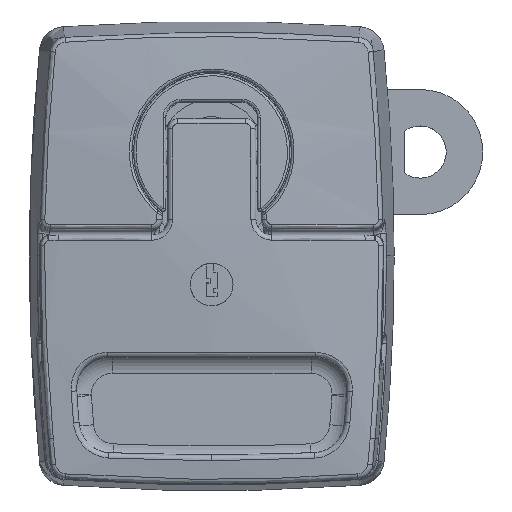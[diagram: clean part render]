
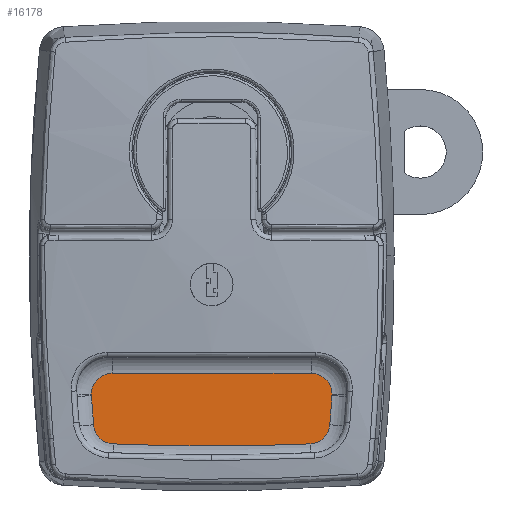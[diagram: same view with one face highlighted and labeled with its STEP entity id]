
A CAD part, top view. The second image highlights one B-rep face of the part: STEP entity #16178.
In plain terms, the highlighted planar face has unit normal (0, 0, 1).
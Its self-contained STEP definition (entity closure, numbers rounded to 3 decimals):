
#870 = ORIENTED_EDGE ( 'NONE', *, *, #3979, .T. ) ;
#1229 = DIRECTION ( 'NONE',  ( 0., 0., 1. ) ) ;
#1409 = EDGE_CURVE ( 'NONE', #15827, #20857, #18004, .T. ) ;
#1427 = CARTESIAN_POINT ( 'NONE',  ( -19.087, -46.5, 2. ) ) ;
#1439 = AXIS2_PLACEMENT_3D ( 'NONE', #1987, #16519, #13980 ) ;
#1987 = CARTESIAN_POINT ( 'NONE',  ( -19.087, -46.5, 2. ) ) ;
#2302 = DIRECTION ( 'NONE',  ( 0., 0., 1. ) ) ;
#2346 = ORIENTED_EDGE ( 'NONE', *, *, #12352, .T. ) ;
#3154 = DIRECTION ( 'NONE',  ( 1., 0., 0. ) ) ;
#3733 = CARTESIAN_POINT ( 'NONE',  ( 365., -20., 2. ) ) ;
#3806 = CARTESIAN_POINT ( 'NONE',  ( 22.65, -52.383, 2. ) ) ;
#3926 = CIRCLE ( 'NONE', #15851, 389. ) ;
#3979 = EDGE_CURVE ( 'NONE', #15684, #17319, #23975, .T. ) ;
#4036 = ORIENTED_EDGE ( 'NONE', *, *, #10638, .T. ) ;
#4190 = CARTESIAN_POINT ( 'NONE',  ( 0., 335., 2. ) ) ;
#4371 = AXIS2_PLACEMENT_3D ( 'NONE', #1427, #23439, #20961 ) ;
#5660 = DIRECTION ( 'NONE',  ( 0., 0., 1. ) ) ;
#7009 = CARTESIAN_POINT ( 'NONE',  ( 19.087, -46.5, 2. ) ) ;
#7282 = CARTESIAN_POINT ( 'NONE',  ( -365., -20., 2. ) ) ;
#7450 = VERTEX_POINT ( 'NONE', #14786 ) ;
#7679 = ORIENTED_EDGE ( 'NONE', *, *, #14308, .T. ) ;
#8139 = ORIENTED_EDGE ( 'NONE', *, *, #10464, .T. ) ;
#8151 = CARTESIAN_POINT ( 'NONE',  ( -18.664, -52.05, 2. ) ) ;
#8814 = CARTESIAN_POINT ( 'NONE',  ( -18.856, -56.046, 2. ) ) ;
#8853 = AXIS2_PLACEMENT_3D ( 'NONE', #9835, #2302, #24332 ) ;
#9537 = DIRECTION ( 'NONE',  ( 1., 0., 0. ) ) ;
#9835 = CARTESIAN_POINT ( 'NONE',  ( 19.087, -46.5, 2. ) ) ;
#10281 = ORIENTED_EDGE ( 'NONE', *, *, #14163, .T. ) ;
#10464 = EDGE_CURVE ( 'NONE', #17319, #15827, #22966, .T. ) ;
#10505 = VERTEX_POINT ( 'NONE', #16628 ) ;
#10638 = EDGE_CURVE ( 'NONE', #19424, #7450, #15491, .T. ) ;
#11766 = VERTEX_POINT ( 'NONE', #3806 ) ;
#12065 = DIRECTION ( 'NONE',  ( 0., 0., 1. ) ) ;
#12166 = CIRCLE ( 'NONE', #1439, 4. ) ;
#12174 = EDGE_CURVE ( 'NONE', #20100, #17004, #19456, .T. ) ;
#12350 = AXIS2_PLACEMENT_3D ( 'NONE', #3733, #1229, #23241 ) ;
#12352 = EDGE_CURVE ( 'NONE', #7450, #20100, #18035, .T. ) ;
#12982 = DIRECTION ( 'NONE',  ( -1., 0., 0. ) ) ;
#13052 = AXIS2_PLACEMENT_3D ( 'NONE', #4190, #23690, #21200 ) ;
#13707 = CARTESIAN_POINT ( 'NONE',  ( -22.65, -52.383, 2. ) ) ;
#13980 = DIRECTION ( 'NONE',  ( 1., 0., 0. ) ) ;
#14163 = EDGE_CURVE ( 'NONE', #10505, #19424, #17842, .T. ) ;
#14185 = CARTESIAN_POINT ( 'NONE',  ( -19.087, -42.5, 2. ) ) ;
#14259 = EDGE_LOOP ( 'NONE', ( #870, #8139, #21616, #20289, #24073, #10281, #4036, #2346, #21252, #7679 ) ) ;
#14297 = CIRCLE ( 'NONE', #15863, 4. ) ;
#14308 = EDGE_CURVE ( 'NONE', #17004, #15684, #12166, .T. ) ;
#14600 = CARTESIAN_POINT ( 'NONE',  ( 18.664, -52.05, 2. ) ) ;
#14786 = CARTESIAN_POINT ( 'NONE',  ( 19.087, -42.5, 2. ) ) ;
#15179 = DIRECTION ( 'NONE',  ( 1., 0., 0. ) ) ;
#15491 = CIRCLE ( 'NONE', #16234, 4. ) ;
#15510 = CARTESIAN_POINT ( 'NONE',  ( -365., -42.5, 2. ) ) ;
#15684 = VERTEX_POINT ( 'NONE', #20558 ) ;
#15827 = VERTEX_POINT ( 'NONE', #8814 ) ;
#15851 = AXIS2_PLACEMENT_3D ( 'NONE', #7282, #24302, #21813 ) ;
#15863 = AXIS2_PLACEMENT_3D ( 'NONE', #14600, #12065, #9537 ) ;
#16054 = CARTESIAN_POINT ( 'NONE',  ( -23.087, -46.5, 2. ) ) ;
#16178 = ADVANCED_FACE ( 'NONE', ( #23121 ), #22710, .T. ) ;
#16234 = AXIS2_PLACEMENT_3D ( 'NONE', #7009, #21515, #19019 ) ;
#16519 = DIRECTION ( 'NONE',  ( 0., 0., 1. ) ) ;
#16584 = EDGE_CURVE ( 'NONE', #20857, #11766, #14297, .T. ) ;
#16628 = CARTESIAN_POINT ( 'NONE',  ( 23.077, -46.775, 2. ) ) ;
#17004 = VERTEX_POINT ( 'NONE', #16054 ) ;
#17319 = VERTEX_POINT ( 'NONE', #13707 ) ;
#17704 = DIRECTION ( 'NONE',  ( 0., 0., 1. ) ) ;
#17842 = CIRCLE ( 'NONE', #8853, 4. ) ;
#18004 = CIRCLE ( 'NONE', #13052, 391.5 ) ;
#18035 = LINE ( 'NONE', #15510, #19596 ) ;
#19019 = DIRECTION ( 'NONE',  ( 1., 0., 0. ) ) ;
#19424 = VERTEX_POINT ( 'NONE', #22514 ) ;
#19456 = CIRCLE ( 'NONE', #4371, 4. ) ;
#19596 = VECTOR ( 'NONE', #12982, 1000. ) ;
#20100 = VERTEX_POINT ( 'NONE', #14185 ) ;
#20220 = CARTESIAN_POINT ( 'NONE',  ( -365., -20., 2. ) ) ;
#20289 = ORIENTED_EDGE ( 'NONE', *, *, #16584, .T. ) ;
#20558 = CARTESIAN_POINT ( 'NONE',  ( -23.077, -46.775, 2. ) ) ;
#20857 = VERTEX_POINT ( 'NONE', #22276 ) ;
#20961 = DIRECTION ( 'NONE',  ( 1., 0., 0. ) ) ;
#21200 = DIRECTION ( 'NONE',  ( 1., 0., 0. ) ) ;
#21252 = ORIENTED_EDGE ( 'NONE', *, *, #12174, .T. ) ;
#21515 = DIRECTION ( 'NONE',  ( 0., 0., 1. ) ) ;
#21616 = ORIENTED_EDGE ( 'NONE', *, *, #1409, .T. ) ;
#21813 = DIRECTION ( 'NONE',  ( 1., 0., 0. ) ) ;
#21868 = EDGE_CURVE ( 'NONE', #11766, #10505, #3926, .T. ) ;
#22276 = CARTESIAN_POINT ( 'NONE',  ( 18.856, -56.046, 2. ) ) ;
#22503 = AXIS2_PLACEMENT_3D ( 'NONE', #20220, #17704, #15179 ) ;
#22514 = CARTESIAN_POINT ( 'NONE',  ( 23.087, -46.5, 2. ) ) ;
#22710 = PLANE ( 'NONE',  #22503 ) ;
#22966 = CIRCLE ( 'NONE', #23633, 4. ) ;
#23121 = FACE_OUTER_BOUND ( 'NONE', #14259, .T. ) ;
#23241 = DIRECTION ( 'NONE',  ( 1., 0., 0. ) ) ;
#23439 = DIRECTION ( 'NONE',  ( 0., 0., 1. ) ) ;
#23633 = AXIS2_PLACEMENT_3D ( 'NONE', #8151, #5660, #3154 ) ;
#23690 = DIRECTION ( 'NONE',  ( 0., 0., 1. ) ) ;
#23975 = CIRCLE ( 'NONE', #12350, 389. ) ;
#24073 = ORIENTED_EDGE ( 'NONE', *, *, #21868, .T. ) ;
#24302 = DIRECTION ( 'NONE',  ( 0., 0., 1. ) ) ;
#24332 = DIRECTION ( 'NONE',  ( 1., 0., 0. ) ) ;
